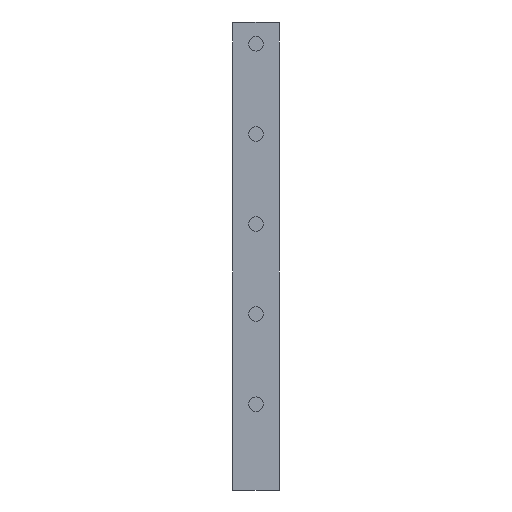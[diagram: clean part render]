
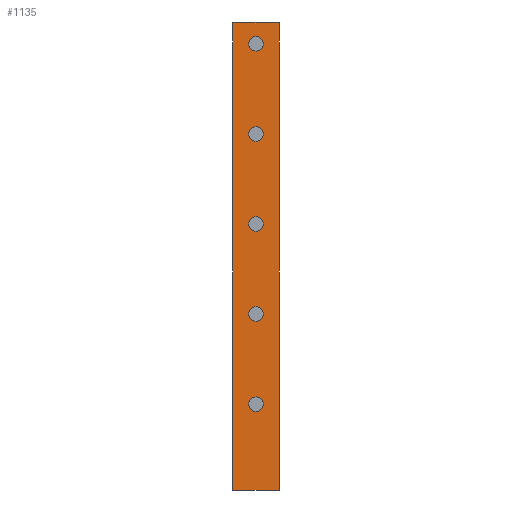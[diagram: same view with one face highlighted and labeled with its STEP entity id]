
A CAD part, front view. The second image highlights one B-rep face of the part: STEP entity #1135.
In plain terms, the highlighted planar face has unit normal (0, -1, 0).
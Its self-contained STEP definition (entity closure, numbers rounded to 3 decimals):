
#32 = DIRECTION ( 'NONE',  ( 0., -1., 0. ) ) ;
#35 = DIRECTION ( 'NONE',  ( 0., -1., 0. ) ) ;
#53 = DIRECTION ( 'NONE',  ( 0., -1., 0. ) ) ;
#60 = CIRCLE ( 'NONE', #1470, 2.5 ) ;
#68 = ORIENTED_EDGE ( 'NONE', *, *, #2044, .F. ) ;
#73 = DIRECTION ( 'NONE',  ( 0., 0., -1. ) ) ;
#78 = EDGE_CURVE ( 'NONE', #1142, #1511, #652, .T. ) ;
#112 = AXIS2_PLACEMENT_3D ( 'NONE', #999, #53, #1858 ) ;
#122 = CARTESIAN_POINT ( 'NONE',  ( 0., 0., 0.5 ) ) ;
#125 = CARTESIAN_POINT ( 'NONE',  ( 0., 0., 29. ) ) ;
#156 = EDGE_CURVE ( 'NONE', #1991, #189, #502, .T. ) ;
#169 = AXIS2_PLACEMENT_3D ( 'NONE', #1020, #1967, #865 ) ;
#189 = VERTEX_POINT ( 'NONE', #1400 ) ;
#205 = ORIENTED_EDGE ( 'NONE', *, *, #1012, .F. ) ;
#219 = EDGE_CURVE ( 'NONE', #1044, #1907, #894, .T. ) ;
#230 = DIRECTION ( 'NONE',  ( 0., -1., 0. ) ) ;
#232 = CARTESIAN_POINT ( 'NONE',  ( 0., 0., 93.5 ) ) ;
#237 = EDGE_LOOP ( 'NONE', ( #425, #68 ) ) ;
#276 = DIRECTION ( 'NONE',  ( 0., 0., -1. ) ) ;
#318 = ORIENTED_EDGE ( 'NONE', *, *, #1753, .F. ) ;
#375 = EDGE_CURVE ( 'NONE', #609, #754, #1864, .T. ) ;
#378 = CIRCLE ( 'NONE', #112, 2.5 ) ;
#379 = DIRECTION ( 'NONE',  ( 0., -1., 0. ) ) ;
#411 = AXIS2_PLACEMENT_3D ( 'NONE', #980, #1936, #988 ) ;
#425 = ORIENTED_EDGE ( 'NONE', *, *, #1939, .F. ) ;
#431 = VERTEX_POINT ( 'NONE', #1965 ) ;
#443 = AXIS2_PLACEMENT_3D ( 'NONE', #1762, #651, #1606 ) ;
#446 = CARTESIAN_POINT ( 'NONE',  ( -8., 0., -60. ) ) ;
#470 = ORIENTED_EDGE ( 'NONE', *, *, #1895, .T. ) ;
#484 = VERTEX_POINT ( 'NONE', #830 ) ;
#485 = FACE_OUTER_BOUND ( 'NONE', #1069, .T. ) ;
#495 = ORIENTED_EDGE ( 'NONE', *, *, #219, .F. ) ;
#502 = LINE ( 'NONE', #446, #619 ) ;
#552 = CARTESIAN_POINT ( 'NONE',  ( 0., 0., -28. ) ) ;
#595 = ORIENTED_EDGE ( 'NONE', *, *, #375, .F. ) ;
#606 = CARTESIAN_POINT ( 'NONE',  ( -8., 0., 101. ) ) ;
#609 = VERTEX_POINT ( 'NONE', #672 ) ;
#615 = CIRCLE ( 'NONE', #1817, 2.5 ) ;
#617 = ORIENTED_EDGE ( 'NONE', *, *, #733, .F. ) ;
#619 = VECTOR ( 'NONE', #766, 1000. ) ;
#630 = EDGE_LOOP ( 'NONE', ( #205, #595 ) ) ;
#651 = DIRECTION ( 'NONE',  ( 0., -1., 0. ) ) ;
#652 = CIRCLE ( 'NONE', #1114, 2.5 ) ;
#657 = AXIS2_PLACEMENT_3D ( 'NONE', #1329, #379, #1493 ) ;
#665 = EDGE_LOOP ( 'NONE', ( #891, #1892 ) ) ;
#672 = CARTESIAN_POINT ( 'NONE',  ( 0., 0., 96. ) ) ;
#689 = EDGE_CURVE ( 'NONE', #1511, #1142, #615, .T. ) ;
#728 = AXIS2_PLACEMENT_3D ( 'NONE', #850, #1952, #1002 ) ;
#733 = EDGE_CURVE ( 'NONE', #431, #1566, #1686, .T. ) ;
#754 = VERTEX_POINT ( 'NONE', #1822 ) ;
#761 = LINE ( 'NONE', #606, #2027 ) ;
#766 = DIRECTION ( 'NONE',  ( 0., 0., -1. ) ) ;
#770 = CARTESIAN_POINT ( 'NONE',  ( 8., 0., -60. ) ) ;
#779 = LINE ( 'NONE', #770, #1949 ) ;
#787 = CIRCLE ( 'NONE', #1196, 2.5 ) ;
#830 = CARTESIAN_POINT ( 'NONE',  ( 8., 0., 101. ) ) ;
#850 = CARTESIAN_POINT ( 'NONE',  ( 0., 0., -30.5 ) ) ;
#865 = DIRECTION ( 'NONE',  ( 0., 0., -1. ) ) ;
#891 = ORIENTED_EDGE ( 'NONE', *, *, #78, .F. ) ;
#894 = CIRCLE ( 'NONE', #443, 2.5 ) ;
#917 = FACE_BOUND ( 'NONE', #630, .T. ) ;
#957 = FACE_BOUND ( 'NONE', #1925, .T. ) ;
#972 = CARTESIAN_POINT ( 'NONE',  ( 0., 0., 0.5 ) ) ;
#978 = CARTESIAN_POINT ( 'NONE',  ( 0., 0., 31.5 ) ) ;
#980 = CARTESIAN_POINT ( 'NONE',  ( -8., 0., -60. ) ) ;
#988 = DIRECTION ( 'NONE',  ( 0., 0., -1. ) ) ;
#999 = CARTESIAN_POINT ( 'NONE',  ( 0., 0., 31.5 ) ) ;
#1000 = EDGE_CURVE ( 'NONE', #1566, #431, #1587, .T. ) ;
#1002 = DIRECTION ( 'NONE',  ( 0., 0., -1. ) ) ;
#1012 = EDGE_CURVE ( 'NONE', #754, #609, #787, .T. ) ;
#1020 = CARTESIAN_POINT ( 'NONE',  ( 0., 0., 62.5 ) ) ;
#1044 = VERTEX_POINT ( 'NONE', #552 ) ;
#1051 = LINE ( 'NONE', #1277, #1478 ) ;
#1069 = EDGE_LOOP ( 'NONE', ( #470, #318, #1704, #1116 ) ) ;
#1114 = AXIS2_PLACEMENT_3D ( 'NONE', #122, #1236, #276 ) ;
#1116 = ORIENTED_EDGE ( 'NONE', *, *, #156, .T. ) ;
#1134 = DIRECTION ( 'NONE',  ( 0., 0., -1. ) ) ;
#1135 = ADVANCED_FACE ( 'NONE', ( #957, #1336, #1434, #1756, #917, #485 ), #1777, .T. ) ;
#1142 = VERTEX_POINT ( 'NONE', #1473 ) ;
#1176 = EDGE_CURVE ( 'NONE', #1907, #1044, #1286, .T. ) ;
#1177 = CARTESIAN_POINT ( 'NONE',  ( 0., 0., 93.5 ) ) ;
#1196 = AXIS2_PLACEMENT_3D ( 'NONE', #1177, #230, #1340 ) ;
#1236 = DIRECTION ( 'NONE',  ( 0., -1., 0. ) ) ;
#1256 = CARTESIAN_POINT ( 'NONE',  ( 0., 0., 65. ) ) ;
#1277 = CARTESIAN_POINT ( 'NONE',  ( -8., 0., -60. ) ) ;
#1286 = CIRCLE ( 'NONE', #728, 2.5 ) ;
#1329 = CARTESIAN_POINT ( 'NONE',  ( 0., 0., 62.5 ) ) ;
#1336 = FACE_BOUND ( 'NONE', #665, .T. ) ;
#1340 = DIRECTION ( 'NONE',  ( 0., 0., -1. ) ) ;
#1341 = DIRECTION ( 'NONE',  ( 0., -1., 0. ) ) ;
#1400 = CARTESIAN_POINT ( 'NONE',  ( -8., 0., -60. ) ) ;
#1405 = VERTEX_POINT ( 'NONE', #2004 ) ;
#1408 = DIRECTION ( 'NONE',  ( 0., 0., -1. ) ) ;
#1424 = CARTESIAN_POINT ( 'NONE',  ( 8., 0., -60. ) ) ;
#1434 = FACE_BOUND ( 'NONE', #237, .T. ) ;
#1440 = DIRECTION ( 'NONE',  ( 1., 0., 0. ) ) ;
#1470 = AXIS2_PLACEMENT_3D ( 'NONE', #978, #35, #1134 ) ;
#1473 = CARTESIAN_POINT ( 'NONE',  ( 0., 0., -2. ) ) ;
#1478 = VECTOR ( 'NONE', #1440, 1000. ) ;
#1484 = EDGE_CURVE ( 'NONE', #1991, #484, #761, .T. ) ;
#1493 = DIRECTION ( 'NONE',  ( 0., 0., -1. ) ) ;
#1511 = VERTEX_POINT ( 'NONE', #1724 ) ;
#1558 = DIRECTION ( 'NONE',  ( 1., 0., 0. ) ) ;
#1566 = VERTEX_POINT ( 'NONE', #1256 ) ;
#1587 = CIRCLE ( 'NONE', #657, 2.5 ) ;
#1601 = VERTEX_POINT ( 'NONE', #1424 ) ;
#1606 = DIRECTION ( 'NONE',  ( 0., 0., -1. ) ) ;
#1629 = AXIS2_PLACEMENT_3D ( 'NONE', #232, #1341, #73 ) ;
#1686 = CIRCLE ( 'NONE', #169, 2.5 ) ;
#1690 = ORIENTED_EDGE ( 'NONE', *, *, #1000, .F. ) ;
#1694 = VERTEX_POINT ( 'NONE', #125 ) ;
#1704 = ORIENTED_EDGE ( 'NONE', *, *, #1484, .F. ) ;
#1724 = CARTESIAN_POINT ( 'NONE',  ( 0., 0., 3. ) ) ;
#1745 = EDGE_LOOP ( 'NONE', ( #617, #1690 ) ) ;
#1753 = EDGE_CURVE ( 'NONE', #484, #1601, #779, .T. ) ;
#1756 = FACE_BOUND ( 'NONE', #1745, .T. ) ;
#1762 = CARTESIAN_POINT ( 'NONE',  ( 0., 0., -30.5 ) ) ;
#1767 = DIRECTION ( 'NONE',  ( 0., 0., -1. ) ) ;
#1777 = PLANE ( 'NONE',  #411 ) ;
#1792 = ORIENTED_EDGE ( 'NONE', *, *, #1176, .F. ) ;
#1817 = AXIS2_PLACEMENT_3D ( 'NONE', #972, #32, #1767 ) ;
#1822 = CARTESIAN_POINT ( 'NONE',  ( 0., 0., 91. ) ) ;
#1858 = DIRECTION ( 'NONE',  ( 0., 0., -1. ) ) ;
#1864 = CIRCLE ( 'NONE', #1629, 2.5 ) ;
#1892 = ORIENTED_EDGE ( 'NONE', *, *, #689, .F. ) ;
#1895 = EDGE_CURVE ( 'NONE', #189, #1601, #1051, .T. ) ;
#1907 = VERTEX_POINT ( 'NONE', #1910 ) ;
#1910 = CARTESIAN_POINT ( 'NONE',  ( 0., 0., -33. ) ) ;
#1925 = EDGE_LOOP ( 'NONE', ( #1792, #495 ) ) ;
#1935 = CARTESIAN_POINT ( 'NONE',  ( -8., 0., 101. ) ) ;
#1936 = DIRECTION ( 'NONE',  ( 0., -1., 0. ) ) ;
#1939 = EDGE_CURVE ( 'NONE', #1694, #1405, #60, .T. ) ;
#1949 = VECTOR ( 'NONE', #1408, 1000. ) ;
#1952 = DIRECTION ( 'NONE',  ( 0., -1., 0. ) ) ;
#1965 = CARTESIAN_POINT ( 'NONE',  ( 0., 0., 60. ) ) ;
#1967 = DIRECTION ( 'NONE',  ( 0., -1., 0. ) ) ;
#1991 = VERTEX_POINT ( 'NONE', #1935 ) ;
#2004 = CARTESIAN_POINT ( 'NONE',  ( 0., 0., 34. ) ) ;
#2027 = VECTOR ( 'NONE', #1558, 1000. ) ;
#2044 = EDGE_CURVE ( 'NONE', #1405, #1694, #378, .T. ) ;
